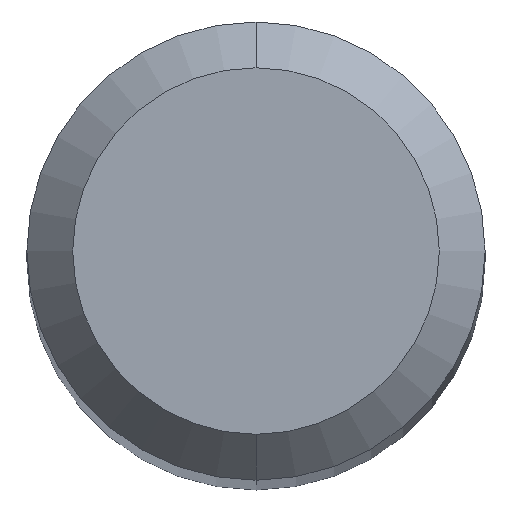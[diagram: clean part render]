
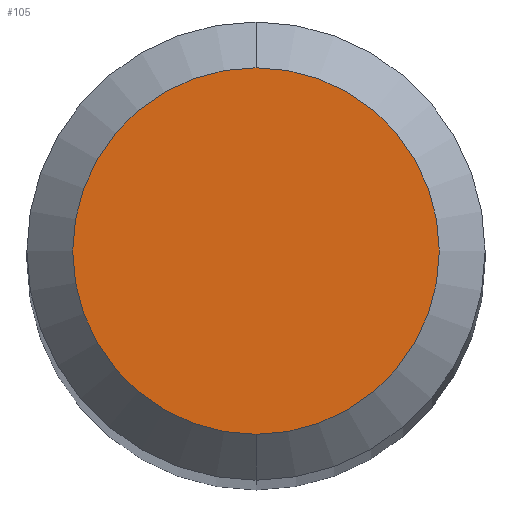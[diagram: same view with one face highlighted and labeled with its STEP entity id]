
A CAD part, top view. The second image highlights one B-rep face of the part: STEP entity #105.
In plain terms, the highlighted planar face has unit normal (0, 0, 1).
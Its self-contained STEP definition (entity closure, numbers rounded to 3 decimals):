
#105=ADVANCED_FACE('',(#241),#242,.T.);
#155=EDGE_CURVE('',#157,#171,#300,.T.);
#157=VERTEX_POINT('',#302);
#171=VERTEX_POINT('',#317);
#203=EDGE_CURVE('',#171,#157,#353,.T.);
#241=FACE_OUTER_BOUND('',#390,.T.);
#242=PLANE('',#391);
#300=CIRCLE('',#462,1.2);
#302=CARTESIAN_POINT('',(0.,-1.2,0.0));
#317=CARTESIAN_POINT('',(0.0,1.2,0.0));
#353=CIRCLE('',#531,1.2);
#390=EDGE_LOOP('',(#555,#556));
#391=AXIS2_PLACEMENT_3D('',#557,#558,#559);
#462=AXIS2_PLACEMENT_3D('',#644,#645,#646);
#531=AXIS2_PLACEMENT_3D('',#700,#701,#702);
#555=ORIENTED_EDGE('',*,*,#203,.F.);
#556=ORIENTED_EDGE('',*,*,#155,.F.);
#557=CARTESIAN_POINT('',(0.0,0.6,0.0));
#558=DIRECTION('',(-0.0,0.0,1.0));
#559=DIRECTION('',(0.0,-1.0,0.0));
#644=CARTESIAN_POINT('',(0.0,0.0,0.0));
#645=DIRECTION('',(0.0,0.0,-1.0));
#646=DIRECTION('',(0.0,1.0,0.0));
#700=CARTESIAN_POINT('',(0.0,0.0,0.0));
#701=DIRECTION('',(0.0,0.0,-1.0));
#702=DIRECTION('',(0.0,1.0,0.0));
